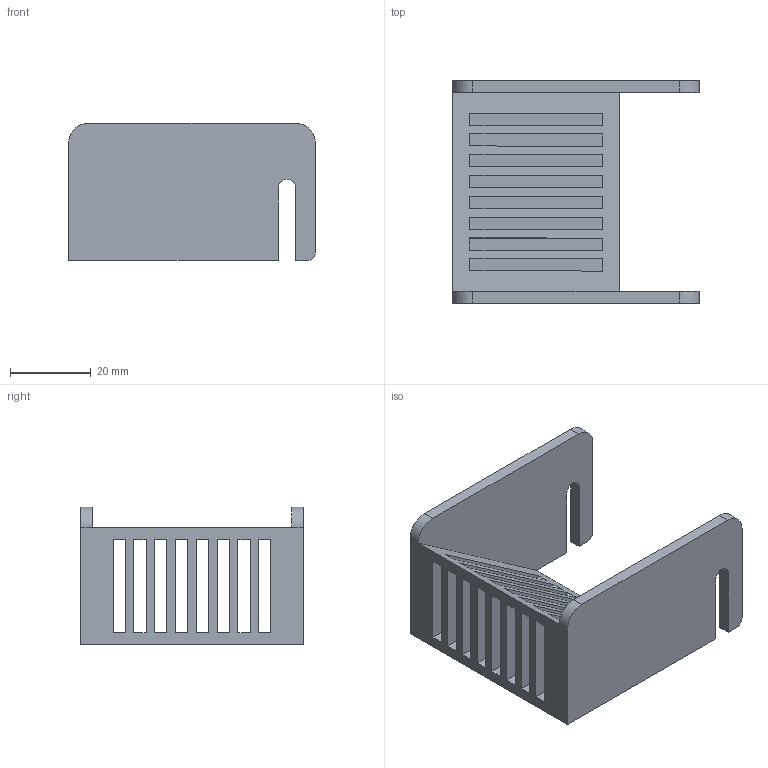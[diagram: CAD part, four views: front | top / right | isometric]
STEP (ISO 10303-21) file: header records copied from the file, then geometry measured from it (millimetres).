
FILE_DESCRIPTION(/* description */ (''),/* implementation_level */ '2;1');
FILE_NAME(/* name */ 'Tolva de Carga.step',/* time_stamp */ '2025-12-10T13:22:07-03:00',/* author */ (''),/* organization */ (''),/* preprocessor_version */ 'ST-DEVELOPER v20.1',/* originating_system */ 'Autodesk Translation Framework v14.21.0.0',/* authorisation */ '');
FILE_SCHEMA (('AUTOMOTIVE_DESIGN { 1 0 10303 214 3 1 1 }'));
Length unit declared in the file: millimetre
Products named in the file (2): Tolva de Carga; Tolva
Assembly tree (1 placements, depth 2):
  Tolva de Carga
    Tolva
Bounding box: 61 x 55 x 34 mm (x, y, z)
Volume: 29241.7 mm3; surface area: 21009.2 mm2
Topology: 1 solids, 1 shells, 57 faces, 163 edges, 108 vertices
Faces by surface type: plane 49, cylinder 8
Entity records: 1938 total; most frequent: CARTESIAN_POINT 332, ORIENTED_EDGE 326, DIRECTION 301, EDGE_CURVE 163, LINE 147, VECTOR 147, VERTEX_POINT 108, AXIS2_PLACEMENT_3D 77
